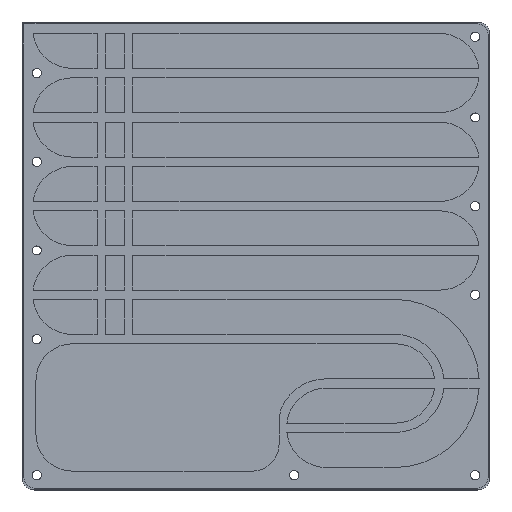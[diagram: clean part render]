
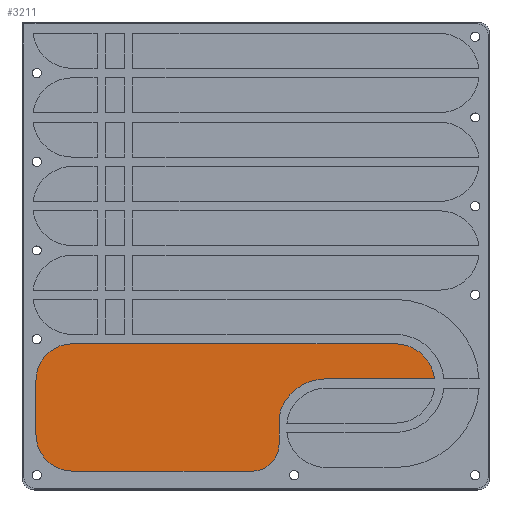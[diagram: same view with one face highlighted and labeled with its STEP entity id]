
A CAD part, top view. The second image highlights one B-rep face of the part: STEP entity #3211.
In plain terms, the highlighted planar face has unit normal (0, 0, 1).
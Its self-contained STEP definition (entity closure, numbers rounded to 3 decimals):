
#170=PLANE('',#3475);
#330=FACE_OUTER_BOUND('',#555,.T.);
#555=EDGE_LOOP('',(#2758,#2759,#2760,#2761,#2762,#2763,#2764,#2765,#2766,
#2767,#2768));
#776=LINE('',#4866,#1101);
#781=LINE('',#4884,#1106);
#919=LINE('',#5195,#1244);
#922=LINE('',#5203,#1247);
#925=LINE('',#5210,#1250);
#1101=VECTOR('',#3869,10.);
#1106=VECTOR('',#3888,10.);
#1244=VECTOR('',#4190,10.);
#1247=VECTOR('',#4199,10.);
#1250=VECTOR('',#4208,10.);
#1330=CIRCLE('',#3357,10.85);
#1332=CIRCLE('',#3361,15.15);
#1334=CIRCLE('',#3364,19.9);
#1363=CIRCLE('',#3447,16.1);
#1364=CIRCLE('',#3450,14.85);
#1365=CIRCLE('',#3453,14.85);
#1546=VERTEX_POINT('',#4856);
#1547=VERTEX_POINT('',#4857);
#1550=VERTEX_POINT('',#4865);
#1552=VERTEX_POINT('',#4871);
#1554=VERTEX_POINT('',#4877);
#1556=VERTEX_POINT('',#4883);
#1646=VERTEX_POINT('',#5190);
#1647=VERTEX_POINT('',#5194);
#1648=VERTEX_POINT('',#5198);
#1649=VERTEX_POINT('',#5202);
#1650=VERTEX_POINT('',#5206);
#1862=EDGE_CURVE('',#1546,#1547,#1330,.T.);
#1866=EDGE_CURVE('',#1547,#1550,#776,.T.);
#1869=EDGE_CURVE('',#1550,#1552,#1332,.T.);
#1872=EDGE_CURVE('',#1552,#1554,#1334,.T.);
#1875=EDGE_CURVE('',#1554,#1556,#781,.T.);
#2039=EDGE_CURVE('',#1556,#1646,#1363,.T.);
#2041=EDGE_CURVE('',#1646,#1647,#919,.T.);
#2043=EDGE_CURVE('',#1647,#1648,#1364,.T.);
#2045=EDGE_CURVE('',#1648,#1649,#922,.T.);
#2047=EDGE_CURVE('',#1649,#1650,#1365,.T.);
#2049=EDGE_CURVE('',#1650,#1546,#925,.T.);
#2758=ORIENTED_EDGE('',*,*,#2039,.T.);
#2759=ORIENTED_EDGE('',*,*,#2041,.T.);
#2760=ORIENTED_EDGE('',*,*,#2043,.T.);
#2761=ORIENTED_EDGE('',*,*,#2045,.T.);
#2762=ORIENTED_EDGE('',*,*,#2047,.T.);
#2763=ORIENTED_EDGE('',*,*,#2049,.T.);
#2764=ORIENTED_EDGE('',*,*,#1862,.T.);
#2765=ORIENTED_EDGE('',*,*,#1866,.T.);
#2766=ORIENTED_EDGE('',*,*,#1869,.T.);
#2767=ORIENTED_EDGE('',*,*,#1872,.T.);
#2768=ORIENTED_EDGE('',*,*,#1875,.T.);
#3211=ADVANCED_FACE('',(#330),#170,.T.);
#3357=AXIS2_PLACEMENT_3D('',#4858,#3861,#3862);
#3361=AXIS2_PLACEMENT_3D('',#4872,#3874,#3875);
#3364=AXIS2_PLACEMENT_3D('',#4878,#3881,#3882);
#3447=AXIS2_PLACEMENT_3D('',#5191,#4185,#4186);
#3450=AXIS2_PLACEMENT_3D('',#5199,#4194,#4195);
#3453=AXIS2_PLACEMENT_3D('',#5207,#4203,#4204);
#3475=AXIS2_PLACEMENT_3D('',#5258,#4263,#4264);
#3861=DIRECTION('center_axis',(0.,0.,1.));
#3862=DIRECTION('ref_axis',(0.,-1.,0.));
#3869=DIRECTION('',(0.,1.,0.));
#3874=DIRECTION('center_axis',(0.,0.,-1.));
#3875=DIRECTION('ref_axis',(-0.842,0.539,0.));
#3881=DIRECTION('center_axis',(0.,0.,-1.));
#3882=DIRECTION('ref_axis',(0.,1.,0.));
#3888=DIRECTION('',(1.,0.,0.));
#4185=DIRECTION('center_axis',(0.,0.,1.));
#4186=DIRECTION('ref_axis',(0.994,0.108,0.));
#4190=DIRECTION('',(-1.,0.,0.));
#4194=DIRECTION('center_axis',(0.,0.,1.));
#4195=DIRECTION('ref_axis',(0.,1.,0.));
#4199=DIRECTION('',(0.,-1.,0.));
#4203=DIRECTION('center_axis',(0.,0.,1.));
#4204=DIRECTION('ref_axis',(-1.,0.,0.));
#4208=DIRECTION('',(1.,0.,0.));
#4263=DIRECTION('center_axis',(0.,0.,1.));
#4264=DIRECTION('ref_axis',(1.,0.,0.));
#4856=CARTESIAN_POINT('',(110.,14.4,0.));
#4857=CARTESIAN_POINT('',(120.85,25.25,0.));
#4858=CARTESIAN_POINT('Origin',(110.,25.25,0.));
#4865=CARTESIAN_POINT('',(120.85,34.562,0.));
#4866=CARTESIAN_POINT('',(120.85,68.156,0.));
#4871=CARTESIAN_POINT('',(123.242,42.732,0.));
#4872=CARTESIAN_POINT('Origin',(136.,34.562,0.));
#4877=CARTESIAN_POINT('',(140.,51.9,0.));
#4878=CARTESIAN_POINT('Origin',(140.,32.,0.));
#4883=CARTESIAN_POINT('',(183.987,51.9,0.));
#4884=CARTESIAN_POINT('',(147.828,51.9,0.));
#5190=CARTESIAN_POINT('',(168.,66.1,0.));
#5191=CARTESIAN_POINT('Origin',(168.,50.,0.));
#5194=CARTESIAN_POINT('',(37.,66.1,0.));
#5195=CARTESIAN_POINT('',(74.25,66.1,0.));
#5198=CARTESIAN_POINT('',(22.15,51.25,0.));
#5199=CARTESIAN_POINT('Origin',(37.,51.25,0.));
#5202=CARTESIAN_POINT('',(22.15,29.25,0.));
#5203=CARTESIAN_POINT('',(22.15,65.5,0.));
#5206=CARTESIAN_POINT('',(37.,14.4,0.));
#5207=CARTESIAN_POINT('Origin',(37.,29.25,0.));
#5210=CARTESIAN_POINT('',(110.75,14.4,0.));
#5258=CARTESIAN_POINT('Origin',(111.5,101.75,0.));
